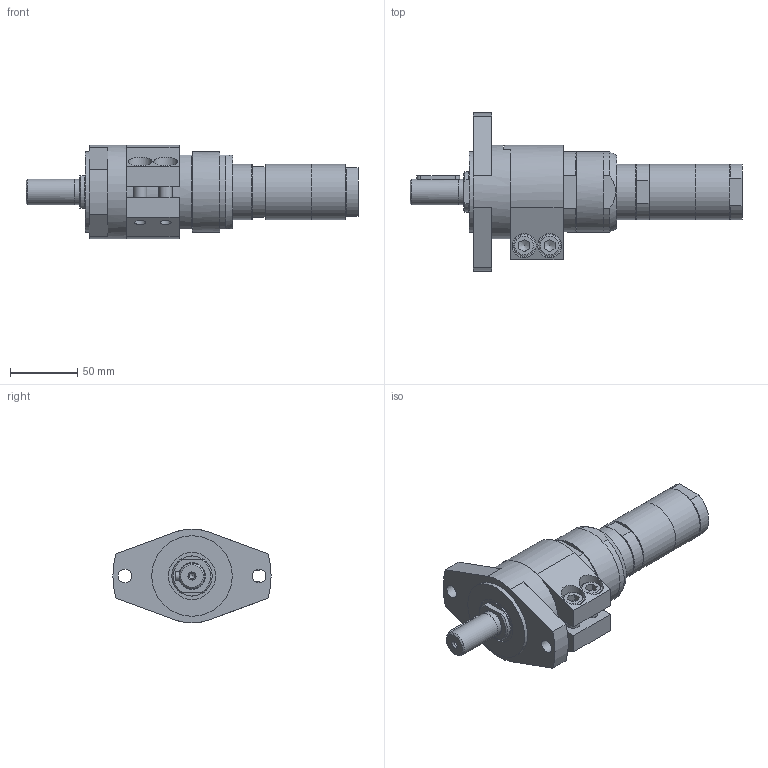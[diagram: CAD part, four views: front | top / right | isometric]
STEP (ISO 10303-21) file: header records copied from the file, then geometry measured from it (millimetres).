
FILE_DESCRIPTION(/* description */ (''),/* implementation_level */ '2;1');
FILE_NAME(/* name */ 'MUD 23-25 F100_60031697.stp',/* time_stamp */ '2018-10-11T09:00:20+02:00',/* author */ ('flambert'),/* organization */ (''),/* preprocessor_version */ 'ST-DEVELOPER v17',/* originating_system */ 'Autodesk Inventor 2018',/* authorisation */ '');
FILE_SCHEMA (('AUTOMOTIVE_DESIGN { 1 0 10303 214 3 1 1 }'));
Length unit declared in the file: millimetre
Products named in the file (1): MUD 23-25 F100_60031697
Bounding box: 247.5 x 118 x 70 mm (x, y, z)
Volume: 567243.9 mm3; surface area: 66727.3 mm2
Topology: 1 solids, 4 shells, 252 faces, 670 edges, 447 vertices
Faces by surface type: plane 148, cylinder 56, cone 34, bspline 7, torus 5, sphere 2
Full cylindrical faces by diameter (mm): 1.55 x2, 3.6 x1, 4 x1, 4.134 x1, 5 x1, 5.5 x1, 8.376 x2, 10 x2, 10.3 x2, 10.5 x2, 11.445 x3, 16 x2, 18 x2, 18.8 x1, 19 x1, 29.95 x1, 35 x1, 41.5 x3, 42 x1, 55.178 x1, 60 x2, 70 x1
Entity records: 8402 total; most frequent: CARTESIAN_POINT 1674, ORIENTED_EDGE 1334, DIRECTION 1334, EDGE_CURVE 667, AXIS2_PLACEMENT_3D 487, VERTEX_POINT 447, LINE 360, VECTOR 360
